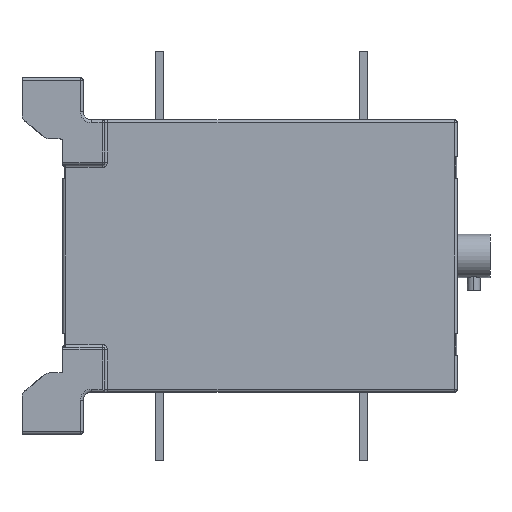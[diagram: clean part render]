
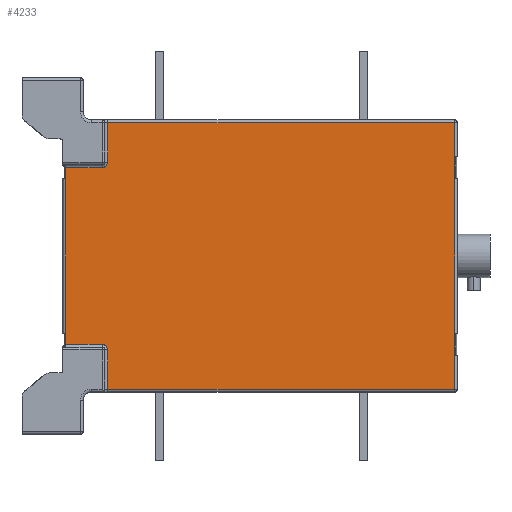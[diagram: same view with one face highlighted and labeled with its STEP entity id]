
A CAD part, left-side view. The second image highlights one B-rep face of the part: STEP entity #4233.
In plain terms, the highlighted planar face has unit normal (-1, 0, 0).
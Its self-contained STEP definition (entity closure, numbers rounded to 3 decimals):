
#182 = EDGE_CURVE ( 'NONE', #24539, #1854, #16555, .T. ) ;
#222 = VERTEX_POINT ( 'NONE', #14799 ) ;
#310 = DIRECTION ( 'NONE',  ( 0., 0., -1. ) ) ;
#422 = DIRECTION ( 'NONE',  ( 0., 0., -1. ) ) ;
#488 = LINE ( 'NONE', #19226, #18957 ) ;
#502 = DIRECTION ( 'NONE',  ( -1., 0., 0. ) ) ;
#549 = CARTESIAN_POINT ( 'NONE',  ( -52.5, 107.5, -111. ) ) ;
#699 = AXIS2_PLACEMENT_3D ( 'NONE', #7887, #5879, #24480 ) ;
#1051 = VECTOR ( 'NONE', #310, 1000. ) ;
#1854 = VERTEX_POINT ( 'NONE', #3466 ) ;
#2165 = FACE_OUTER_BOUND ( 'NONE', #6417, .T. ) ;
#2208 = ORIENTED_EDGE ( 'NONE', *, *, #21462, .F. ) ;
#2354 = DIRECTION ( 'NONE',  ( 0., -1., 0. ) ) ;
#2901 = EDGE_CURVE ( 'NONE', #16232, #10743, #10589, .T. ) ;
#3363 = ORIENTED_EDGE ( 'NONE', *, *, #6892, .T. ) ;
#3414 = CARTESIAN_POINT ( 'NONE',  ( -52.5, 26., -111. ) ) ;
#3466 = CARTESIAN_POINT ( 'NONE',  ( -52.5, 42.5, -97.5 ) ) ;
#3795 = VECTOR ( 'NONE', #9076, 1000. ) ;
#4002 = ORIENTED_EDGE ( 'NONE', *, *, #182, .T. ) ;
#4233 = ADVANCED_FACE ( 'NONE', ( #2165 ), #8195, .F. ) ;
#4524 = CARTESIAN_POINT ( 'NONE',  ( -52.5, 124., -95.5 ) ) ;
#4600 = DIRECTION ( 'NONE',  ( 0., -1., 0. ) ) ;
#5356 = ORIENTED_EDGE ( 'NONE', *, *, #16392, .T. ) ;
#5879 = DIRECTION ( 'NONE',  ( -1., 0., 0. ) ) ;
#6051 = ORIENTED_EDGE ( 'NONE', *, *, #25555, .F. ) ;
#6183 = DIRECTION ( 'NONE',  ( 1., 0., 0. ) ) ;
#6417 = EDGE_LOOP ( 'NONE', ( #6051, #14838, #13954, #24421, #3363, #5356, #2208, #19156, #16681, #4002 ) ) ;
#6596 = CARTESIAN_POINT ( 'NONE',  ( -52.5, 124., 33. ) ) ;
#6892 = EDGE_CURVE ( 'NONE', #15151, #9638, #10609, .T. ) ;
#7887 = CARTESIAN_POINT ( 'NONE',  ( -52.5, 109.5, -97.5 ) ) ;
#8195 = PLANE ( 'NONE',  #8903 ) ;
#8903 = AXIS2_PLACEMENT_3D ( 'NONE', #20782, #6183, #21272 ) ;
#9076 = DIRECTION ( 'NONE',  ( 0., 1., 0. ) ) ;
#9571 = DIRECTION ( 'NONE',  ( 0., -1., 0. ) ) ;
#9638 = VERTEX_POINT ( 'NONE', #4524 ) ;
#9804 = CARTESIAN_POINT ( 'NONE',  ( -52.5, 40.5, -95.5 ) ) ;
#10589 = LINE ( 'NONE', #18761, #13205 ) ;
#10609 = LINE ( 'NONE', #6596, #1051 ) ;
#10743 = VERTEX_POINT ( 'NONE', #549 ) ;
#10949 = VECTOR ( 'NONE', #18941, 1000. ) ;
#11220 = CARTESIAN_POINT ( 'NONE',  ( -52.5, 25., 32. ) ) ;
#12547 = VERTEX_POINT ( 'NONE', #9804 ) ;
#13080 = EDGE_CURVE ( 'NONE', #14456, #15151, #15115, .T. ) ;
#13205 = VECTOR ( 'NONE', #422, 1000. ) ;
#13844 = CARTESIAN_POINT ( 'NONE',  ( -52.5, 26., 32. ) ) ;
#13954 = ORIENTED_EDGE ( 'NONE', *, *, #15141, .T. ) ;
#14456 = VERTEX_POINT ( 'NONE', #13844 ) ;
#14799 = CARTESIAN_POINT ( 'NONE',  ( -52.5, 26., -95.5 ) ) ;
#14838 = ORIENTED_EDGE ( 'NONE', *, *, #16806, .T. ) ;
#15115 = LINE ( 'NONE', #11220, #3795 ) ;
#15141 = EDGE_CURVE ( 'NONE', #222, #14456, #18554, .T. ) ;
#15151 = VERTEX_POINT ( 'NONE', #20566 ) ;
#15616 = CARTESIAN_POINT ( 'NONE',  ( -52.5, 42.5, -111. ) ) ;
#16232 = VERTEX_POINT ( 'NONE', #18562 ) ;
#16392 = EDGE_CURVE ( 'NONE', #9638, #18514, #488, .T. ) ;
#16555 = LINE ( 'NONE', #24577, #10949 ) ;
#16584 = DIRECTION ( 'NONE',  ( 0., 1., 0. ) ) ;
#16681 = ORIENTED_EDGE ( 'NONE', *, *, #23584, .T. ) ;
#16689 = DIRECTION ( 'NONE',  ( 0., 0., 1. ) ) ;
#16806 = EDGE_CURVE ( 'NONE', #12547, #222, #16922, .T. ) ;
#16922 = LINE ( 'NONE', #24956, #19826 ) ;
#17064 = VECTOR ( 'NONE', #16689, 1000. ) ;
#18514 = VERTEX_POINT ( 'NONE', #24129 ) ;
#18554 = LINE ( 'NONE', #23102, #17064 ) ;
#18562 = CARTESIAN_POINT ( 'NONE',  ( -52.5, 107.5, -97.5 ) ) ;
#18761 = CARTESIAN_POINT ( 'NONE',  ( -52.5, 107.5, -111. ) ) ;
#18847 = CARTESIAN_POINT ( 'NONE',  ( -52.5, 40.5, -97.5 ) ) ;
#18941 = DIRECTION ( 'NONE',  ( 0., 0., 1. ) ) ;
#18957 = VECTOR ( 'NONE', #2354, 1000. ) ;
#19156 = ORIENTED_EDGE ( 'NONE', *, *, #2901, .T. ) ;
#19226 = CARTESIAN_POINT ( 'NONE',  ( -52.5, 108.5, -95.5 ) ) ;
#19826 = VECTOR ( 'NONE', #4600, 1000. ) ;
#20566 = CARTESIAN_POINT ( 'NONE',  ( -52.5, 124., 32. ) ) ;
#20782 = CARTESIAN_POINT ( 'NONE',  ( -52.5, 25., 33. ) ) ;
#21272 = DIRECTION ( 'NONE',  ( 0., 0., 1. ) ) ;
#21462 = EDGE_CURVE ( 'NONE', #16232, #18514, #22073, .T. ) ;
#22073 = CIRCLE ( 'NONE', #699, 2. ) ;
#22690 = VECTOR ( 'NONE', #9571, 1000. ) ;
#23102 = CARTESIAN_POINT ( 'NONE',  ( -52.5, 26., 33. ) ) ;
#23584 = EDGE_CURVE ( 'NONE', #10743, #24539, #25522, .T. ) ;
#24044 = AXIS2_PLACEMENT_3D ( 'NONE', #18847, #502, #16584 ) ;
#24129 = CARTESIAN_POINT ( 'NONE',  ( -52.5, 109.5, -95.5 ) ) ;
#24421 = ORIENTED_EDGE ( 'NONE', *, *, #13080, .T. ) ;
#24480 = DIRECTION ( 'NONE',  ( 0., 1., 0. ) ) ;
#24539 = VERTEX_POINT ( 'NONE', #15616 ) ;
#24577 = CARTESIAN_POINT ( 'NONE',  ( -52.5, 42.5, -96.5 ) ) ;
#24956 = CARTESIAN_POINT ( 'NONE',  ( -52.5, 26., -95.5 ) ) ;
#25522 = LINE ( 'NONE', #3414, #22690 ) ;
#25555 = EDGE_CURVE ( 'NONE', #12547, #1854, #25766, .T. ) ;
#25766 = CIRCLE ( 'NONE', #24044, 2. ) ;
